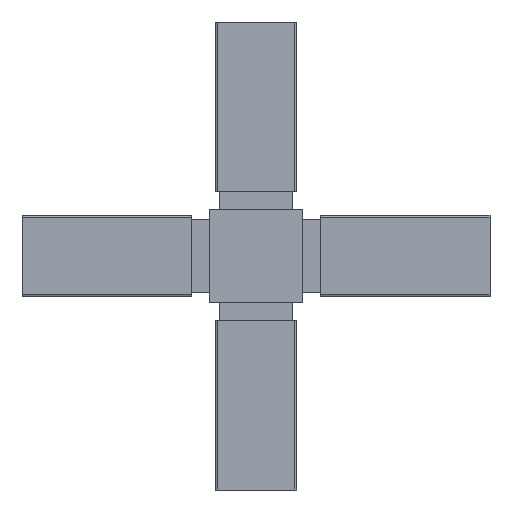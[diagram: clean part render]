
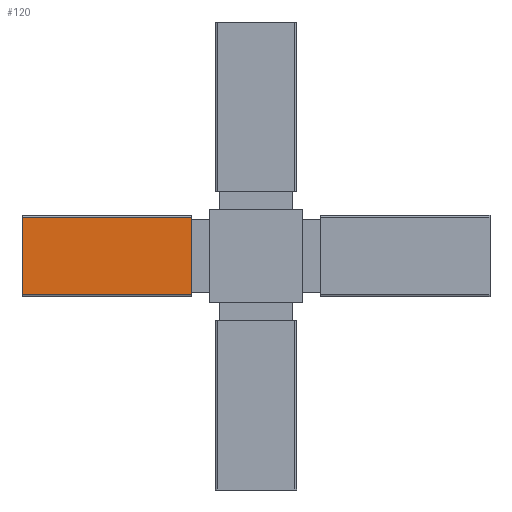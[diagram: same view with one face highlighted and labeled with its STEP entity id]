
A CAD part, left-side view. The second image highlights one B-rep face of the part: STEP entity #120.
In plain terms, the highlighted planar face has unit normal (-1, 0, 0).
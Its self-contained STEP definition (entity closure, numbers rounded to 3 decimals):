
#120 = ADVANCED_FACE( '', ( #279 ), #280, .F. );
#279 = FACE_OUTER_BOUND( '', #480, .T. );
#280 = PLANE( '', #481 );
#480 = EDGE_LOOP( '', ( #763, #764, #765, #766 ) );
#481 = AXIS2_PLACEMENT_3D( '', #767, #768, #769 );
#763 = ORIENTED_EDGE( '', *, *, #1243, .T. );
#764 = ORIENTED_EDGE( '', *, *, #1264, .T. );
#765 = ORIENTED_EDGE( '', *, *, #1265, .F. );
#766 = ORIENTED_EDGE( '', *, *, #1266, .F. );
#767 = CARTESIAN_POINT( '', ( -11., 63.5, -10.5 ) );
#768 = DIRECTION( '', ( 1., 0., 0. ) );
#769 = DIRECTION( '', ( 0., 0., -1. ) );
#1243 = EDGE_CURVE( '', #1506, #1504, #1507, .T. );
#1264 = EDGE_CURVE( '', #1504, #1540, #1541, .T. );
#1265 = EDGE_CURVE( '', #1542, #1540, #1543, .T. );
#1266 = EDGE_CURVE( '', #1506, #1542, #1544, .T. );
#1504 = VERTEX_POINT( '', #1869 );
#1506 = VERTEX_POINT( '', #1871 );
#1507 = LINE( '', #1872, #1873 );
#1540 = VERTEX_POINT( '', #1918 );
#1541 = LINE( '', #1919, #1920 );
#1542 = VERTEX_POINT( '', #1921 );
#1543 = LINE( '', #1922, #1923 );
#1544 = LINE( '', #1924, #1925 );
#1869 = CARTESIAN_POINT( '', ( -11., 17.5, -10.5 ) );
#1871 = CARTESIAN_POINT( '', ( -11., 63.5, -10.5 ) );
#1872 = CARTESIAN_POINT( '', ( -11., 63.5, -10.5 ) );
#1873 = VECTOR( '', #2226, 1000. );
#1918 = CARTESIAN_POINT( '', ( -11., 17.5, 10.5 ) );
#1919 = CARTESIAN_POINT( '', ( -11., 17.5, -10.5 ) );
#1920 = VECTOR( '', #2248, 1000. );
#1921 = CARTESIAN_POINT( '', ( -11., 63.5, 10.5 ) );
#1922 = CARTESIAN_POINT( '', ( -11., 63.5, 10.5 ) );
#1923 = VECTOR( '', #2249, 1000. );
#1924 = CARTESIAN_POINT( '', ( -11., 63.5, -10.5 ) );
#1925 = VECTOR( '', #2250, 1000. );
#2226 = DIRECTION( '', ( 0., -1., 0. ) );
#2248 = DIRECTION( '', ( 0., 0., 1. ) );
#2249 = DIRECTION( '', ( 0., -1., 0. ) );
#2250 = DIRECTION( '', ( 0., 0., 1. ) );
